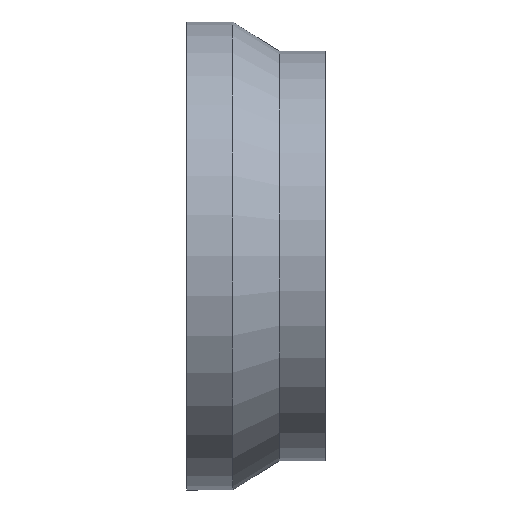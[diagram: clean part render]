
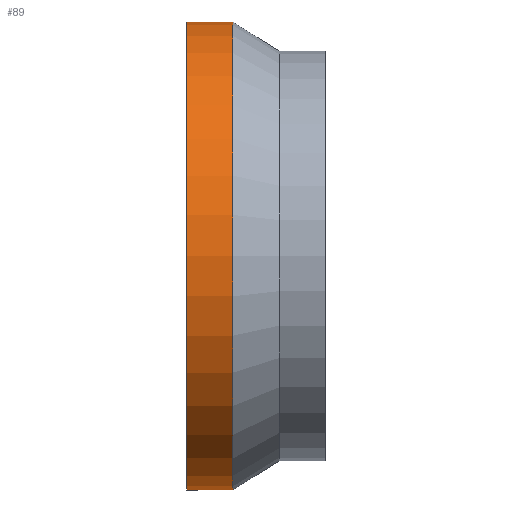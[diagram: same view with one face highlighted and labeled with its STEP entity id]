
A CAD part, top view. The second image highlights one B-rep face of the part: STEP entity #89.
In plain terms, the highlighted cylindrical face has radius 50.8 mm (diameter 101.6 mm), a partial arc.
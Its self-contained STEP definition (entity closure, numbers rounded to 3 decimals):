
#18 = CARTESIAN_POINT ( 'NONE',  ( 10., -50.8, 0. ) ) ;
#20 = LINE ( 'NONE', #126, #218 ) ;
#23 = ORIENTED_EDGE ( 'NONE', *, *, #115, .F. ) ;
#39 = DIRECTION ( 'NONE',  ( 1., 0., 0. ) ) ;
#55 = EDGE_LOOP ( 'NONE', ( #104, #387, #23, #185 ) ) ;
#62 = DIRECTION ( 'NONE',  ( 0., 1., 0. ) ) ;
#67 = VERTEX_POINT ( 'NONE', #321 ) ;
#74 = EDGE_CURVE ( 'NONE', #67, #246, #394, .T. ) ;
#89 = ADVANCED_FACE ( 'NONE', ( #345 ), #97, .T. ) ;
#91 = AXIS2_PLACEMENT_3D ( 'NONE', #105, #348, #300 ) ;
#97 = CYLINDRICAL_SURFACE ( 'NONE', #313, 50.8 ) ;
#103 = DIRECTION ( 'NONE',  ( 1., 0., 0. ) ) ;
#104 = ORIENTED_EDGE ( 'NONE', *, *, #74, .T. ) ;
#105 = CARTESIAN_POINT ( 'NONE',  ( 10., 0., 0. ) ) ;
#115 = EDGE_CURVE ( 'NONE', #261, #356, #358, .T. ) ;
#126 = CARTESIAN_POINT ( 'NONE',  ( 241.84, 50.8, 0. ) ) ;
#128 = CARTESIAN_POINT ( 'NONE',  ( 241.84, 0., 0. ) ) ;
#143 = CARTESIAN_POINT ( 'NONE',  ( 10., 50.8, 0. ) ) ;
#151 = DIRECTION ( 'NONE',  ( 1., 0., 0. ) ) ;
#158 = CARTESIAN_POINT ( 'NONE',  ( 0., 0., 0. ) ) ;
#185 = ORIENTED_EDGE ( 'NONE', *, *, #369, .F. ) ;
#199 = VECTOR ( 'NONE', #242, 1000. ) ;
#218 = VECTOR ( 'NONE', #151, 1000. ) ;
#242 = DIRECTION ( 'NONE',  ( 1., 0., 0. ) ) ;
#245 = CARTESIAN_POINT ( 'NONE',  ( 241.84, -50.8, 0. ) ) ;
#246 = VERTEX_POINT ( 'NONE', #393 ) ;
#257 = DIRECTION ( 'NONE',  ( 0., 1., 0. ) ) ;
#261 = VERTEX_POINT ( 'NONE', #143 ) ;
#300 = DIRECTION ( 'NONE',  ( 0., 1., 0. ) ) ;
#313 = AXIS2_PLACEMENT_3D ( 'NONE', #128, #39, #257 ) ;
#321 = CARTESIAN_POINT ( 'NONE',  ( 0., 50.8, 0. ) ) ;
#341 = LINE ( 'NONE', #245, #199 ) ;
#345 = FACE_OUTER_BOUND ( 'NONE', #55, .T. ) ;
#348 = DIRECTION ( 'NONE',  ( 1., 0., 0. ) ) ;
#356 = VERTEX_POINT ( 'NONE', #18 ) ;
#358 = CIRCLE ( 'NONE', #91, 50.8 ) ;
#369 = EDGE_CURVE ( 'NONE', #67, #261, #20, .T. ) ;
#380 = AXIS2_PLACEMENT_3D ( 'NONE', #158, #103, #62 ) ;
#387 = ORIENTED_EDGE ( 'NONE', *, *, #413, .T. ) ;
#393 = CARTESIAN_POINT ( 'NONE',  ( 0., -50.8, 0. ) ) ;
#394 = CIRCLE ( 'NONE', #380, 50.8 ) ;
#413 = EDGE_CURVE ( 'NONE', #246, #356, #341, .T. ) ;
